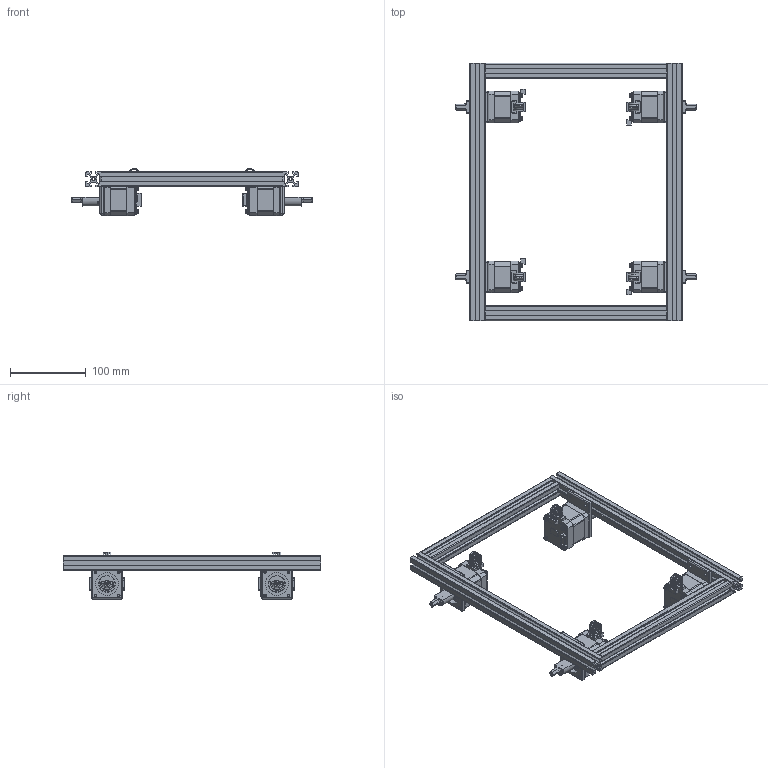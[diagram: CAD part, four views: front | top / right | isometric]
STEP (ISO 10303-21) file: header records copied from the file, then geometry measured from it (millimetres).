
FILE_DESCRIPTION(/* description */ ('','CAx-IF Rec.Pracs.---Representation and Presentation of Product Manufacturing Information (PMI)---4.0---2014-10-13'),/* implementation_level */ '2;1');
FILE_NAME(/* name */ 'Chassis.step',/* time_stamp */ '2024-11-22T12:55:38+11:00',/* author */ (''),/* organization */ (''),/* preprocessor_version */ 'ST-DEVELOPER v20',/* originating_system */ 'Autodesk Translation Framework v13.20.0.188',/* authorisation */ '');
FILE_SCHEMA (('AP242_MANAGED_MODEL_BASED_3D_ENGINEERING_MIM_LF { 1 0 10303 442 1 1 4 }'));
Length unit declared in the file: millimetre
Products named in the file (17): Chassis; base_link; Nema 17 Closed loop v5; ugv shaft; ugv shaft v1; Nema 17 Closed loop v5_1; Nema 17 Closed loop v5_2; Thicker Mount; Nema 17 Closed loop v5_3; Motor; ugv shaft_1; ugv shaft v1_1; ugv shaft_2; ugv shaft v1_2; ugv shaft_3; ugv shaft v1_3; Component2
Assembly tree (25 placements, depth 4):
  Chassis
    Thicker Mount  x4
    base_link
    Nema 17 Closed loop v5
      Motor
    ugv shaft
      ugv shaft v1
        Component2
    Nema 17 Closed loop v5_1
      Motor
    Nema 17 Closed loop v5_2
      Motor
    Nema 17 Closed loop v5_3
      Motor
    ugv shaft_1
      ugv shaft v1_1
        Component2
    ugv shaft_2
      ugv shaft v1_2
        Component2
    ugv shaft_3
      ugv shaft v1_3
        Component2
Bounding box: 317.3 x 340 x 62.55 mm (x, y, z)
Volume: 552336.9 mm3; surface area: 324246.7 mm2
Topology: 89 solids, 89 shells, 1694 faces, 4032 edges, 2588 vertices
Faces by surface type: plane 970, cylinder 472, bspline 152, cone 44, sphere 32, torus 24
Full cylindrical faces by diameter (mm): 1.5 x32, 2.4 x4, 2.5 x16, 3.3 x16, 4 x4, 4.1 x8, 4.2 x4, 5 x4, 5.45 x16, 6.5 x16, 9 x4, 22 x4, 30 x4
Entity records: 31649 total; most frequent: CARTESIAN_POINT 14763, ORIENTED_EDGE 3448, DIRECTION 3355, EDGE_CURVE 1724, LINE 1143, VECTOR 1143, AXIS2_PLACEMENT_3D 1106, VERTEX_POINT 1097
